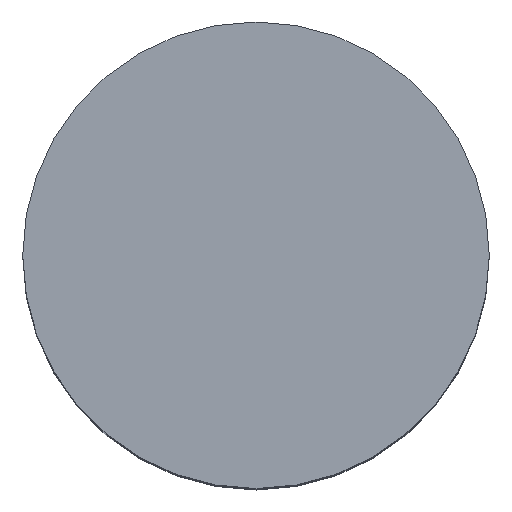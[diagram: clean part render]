
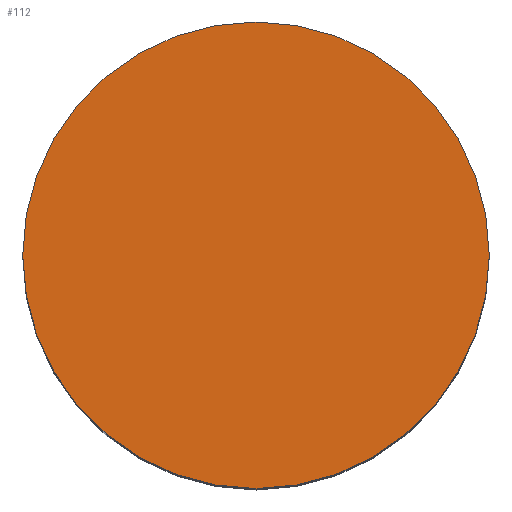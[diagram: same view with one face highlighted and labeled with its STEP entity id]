
A CAD part, top view. The second image highlights one B-rep face of the part: STEP entity #112.
In plain terms, the highlighted planar face has unit normal (0, 0, 1).
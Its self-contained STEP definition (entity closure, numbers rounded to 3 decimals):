
#102=PLANE('',#245);
#104=FACE_OUTER_BOUND('',#158,.T.);
#112=ADVANCED_FACE('',(#104),#102,.T.);
#158=EDGE_LOOP('',(#182));
#182=ORIENTED_EDGE('',*,*,#212,.T.);
#200=VERTEX_POINT('',#330);
#212=EDGE_CURVE('',#200,#200,#224,.T.);
#224=CIRCLE('',#244,3.);
#244=AXIS2_PLACEMENT_3D('',#329,#285,#286);
#245=AXIS2_PLACEMENT_3D('',#331,#287,#288);
#285=DIRECTION('',(0.,0.,1.));
#286=DIRECTION('',(1.,0.,0.));
#287=DIRECTION('',(0.,0.,1.));
#288=DIRECTION('',(1.,0.,0.));
#329=CARTESIAN_POINT('',(0.,0.,7.9));
#330=CARTESIAN_POINT('',(3.,0.,7.9));
#331=CARTESIAN_POINT('',(0.,0.,7.9));
